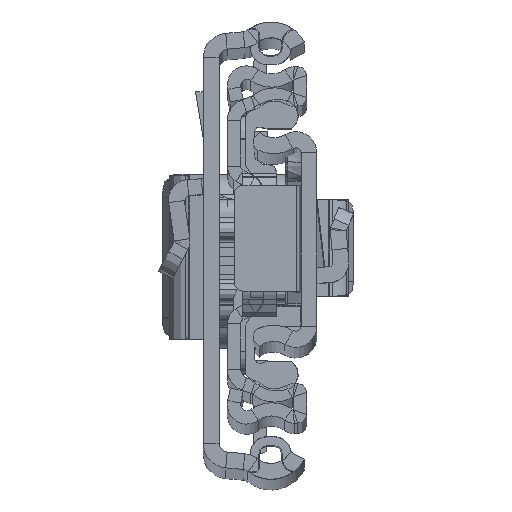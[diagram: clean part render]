
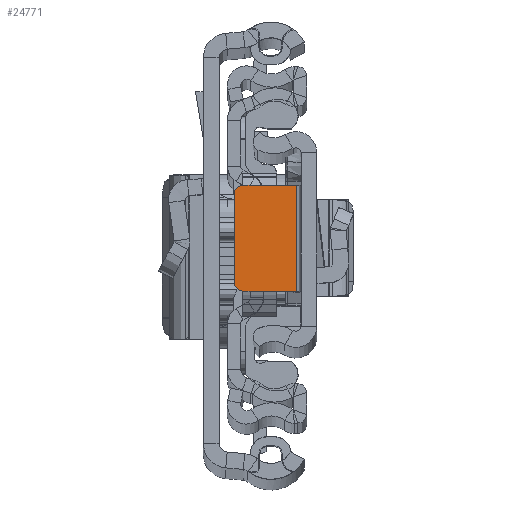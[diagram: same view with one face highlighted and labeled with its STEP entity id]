
A CAD part, top view. The second image highlights one B-rep face of the part: STEP entity #24771.
In plain terms, the highlighted planar face has unit normal (0, 0, 1).
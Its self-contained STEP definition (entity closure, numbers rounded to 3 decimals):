
#300 = AXIS2_PLACEMENT_3D ( 'NONE', #8807, #18065, #13080 ) ;
#326 = VECTOR ( 'NONE', #12395, 1000. ) ;
#387 = CARTESIAN_POINT ( 'NONE',  ( -2.3, -5.849, -6.8 ) ) ;
#408 = ORIENTED_EDGE ( 'NONE', *, *, #19834, .F. ) ;
#666 = ORIENTED_EDGE ( 'NONE', *, *, #19298, .T. ) ;
#1376 = FACE_OUTER_BOUND ( 'NONE', #20571, .T. ) ;
#2446 = EDGE_CURVE ( 'NONE', #21701, #5529, #11883, .T. ) ;
#2701 = AXIS2_PLACEMENT_3D ( 'NONE', #14401, #2902, #21240 ) ;
#2872 = CARTESIAN_POINT ( 'NONE',  ( -9.4, 6.151, -6.8 ) ) ;
#2902 = DIRECTION ( 'NONE',  ( 0., 0., 1. ) ) ;
#3692 = ORIENTED_EDGE ( 'NONE', *, *, #14686, .F. ) ;
#5270 = LINE ( 'NONE', #2872, #13456 ) ;
#5529 = VERTEX_POINT ( 'NONE', #22939 ) ;
#5776 = DIRECTION ( 'NONE',  ( 1., 0., 0. ) ) ;
#5777 = CARTESIAN_POINT ( 'NONE',  ( -9.4, -4.849, -6.8 ) ) ;
#6471 = VERTEX_POINT ( 'NONE', #17535 ) ;
#7363 = VERTEX_POINT ( 'NONE', #13344 ) ;
#7535 = CIRCLE ( 'NONE', #300, 1. ) ;
#7740 = VECTOR ( 'NONE', #23401, 1000. ) ;
#8753 = DIRECTION ( 'NONE',  ( 1., 0., 0. ) ) ;
#8807 = CARTESIAN_POINT ( 'NONE',  ( -8.4, 5.151, -6.8 ) ) ;
#10756 = EDGE_CURVE ( 'NONE', #6471, #14718, #20046, .T. ) ;
#11290 = ORIENTED_EDGE ( 'NONE', *, *, #10756, .F. ) ;
#11409 = ORIENTED_EDGE ( 'NONE', *, *, #29153, .F. ) ;
#11883 = CIRCLE ( 'NONE', #2701, 1. ) ;
#12019 = LINE ( 'NONE', #14143, #7740 ) ;
#12395 = DIRECTION ( 'NONE',  ( -1., 0., 0. ) ) ;
#12580 = VERTEX_POINT ( 'NONE', #387 ) ;
#12823 = VECTOR ( 'NONE', #5776, 1000. ) ;
#13080 = DIRECTION ( 'NONE',  ( 1., 0., 0. ) ) ;
#13298 = ORIENTED_EDGE ( 'NONE', *, *, #2446, .T. ) ;
#13315 = CARTESIAN_POINT ( 'NONE',  ( 0., 0., -6.8 ) ) ;
#13344 = CARTESIAN_POINT ( 'NONE',  ( -9.4, 5.151, -6.8 ) ) ;
#13456 = VECTOR ( 'NONE', #28583, 1000. ) ;
#14143 = CARTESIAN_POINT ( 'NONE',  ( -2.3, 6.151, -6.8 ) ) ;
#14250 = AXIS2_PLACEMENT_3D ( 'NONE', #13315, #15444, #8753 ) ;
#14401 = CARTESIAN_POINT ( 'NONE',  ( -8.4, -4.849, -6.8 ) ) ;
#14686 = EDGE_CURVE ( 'NONE', #14718, #12580, #12019, .T. ) ;
#14718 = VERTEX_POINT ( 'NONE', #21123 ) ;
#15444 = DIRECTION ( 'NONE',  ( 0., 0., 1. ) ) ;
#17535 = CARTESIAN_POINT ( 'NONE',  ( -8.4, 6.151, -6.8 ) ) ;
#18065 = DIRECTION ( 'NONE',  ( 0., 0., 1. ) ) ;
#19298 = EDGE_CURVE ( 'NONE', #6471, #7363, #7535, .T. ) ;
#19834 = EDGE_CURVE ( 'NONE', #12580, #5529, #24678, .T. ) ;
#20046 = LINE ( 'NONE', #22461, #12823 ) ;
#20571 = EDGE_LOOP ( 'NONE', ( #11409, #13298, #408, #3692, #11290, #666 ) ) ;
#21123 = CARTESIAN_POINT ( 'NONE',  ( -2.3, 6.151, -6.8 ) ) ;
#21240 = DIRECTION ( 'NONE',  ( 1., 0., 0. ) ) ;
#21701 = VERTEX_POINT ( 'NONE', #5777 ) ;
#22230 = CARTESIAN_POINT ( 'NONE',  ( -9.4, -5.849, -6.8 ) ) ;
#22461 = CARTESIAN_POINT ( 'NONE',  ( -1.8, 6.151, -6.8 ) ) ;
#22939 = CARTESIAN_POINT ( 'NONE',  ( -8.4, -5.849, -6.8 ) ) ;
#23401 = DIRECTION ( 'NONE',  ( 0., -1., 0. ) ) ;
#24678 = LINE ( 'NONE', #22230, #326 ) ;
#24771 = ADVANCED_FACE ( 'NONE', ( #1376 ), #25000, .T. ) ;
#25000 = PLANE ( 'NONE',  #14250 ) ;
#28583 = DIRECTION ( 'NONE',  ( 0., 1., 0. ) ) ;
#29153 = EDGE_CURVE ( 'NONE', #21701, #7363, #5270, .T. ) ;
